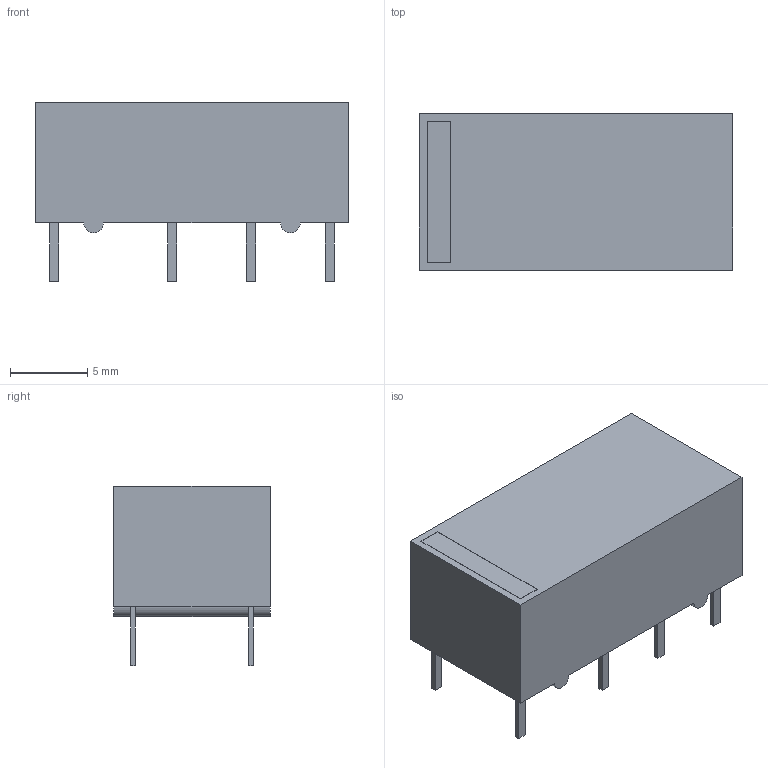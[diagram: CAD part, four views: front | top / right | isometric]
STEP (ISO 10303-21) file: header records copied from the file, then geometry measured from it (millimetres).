
FILE_DESCRIPTION((''),'2;1');
FILE_NAME('REL_OMRON_G6A-2_3d.stp','2009-07-23T13:34:13',(''),(''),'Mechanical Desktop 2009','Mechanical Desktop 2009',', , ');
FILE_SCHEMA(('AUTOMOTIVE_DESIGN { 1 2 10303 214 1 1 1 1 }'));
Length unit declared in the file: millimetre
Products named in the file (1): Product
Bounding box: 20.2 x 10.1 x 11.56 mm (x, y, z)
Volume: 1601.7 mm3; surface area: 982.6 mm2
Topology: 10 solids, 10 shells, 69 faces, 144 edges, 96 vertices
Faces by surface type: plane 59, bspline 9, cylinder 1
Entity records: 1865 total; most frequent: CARTESIAN_POINT 351, ORIENTED_EDGE 288, DIRECTION 270, EDGE_CURVE 144, VECTOR 140, LINE 140, VERTEX_POINT 96, EDGE_LOOP 70
